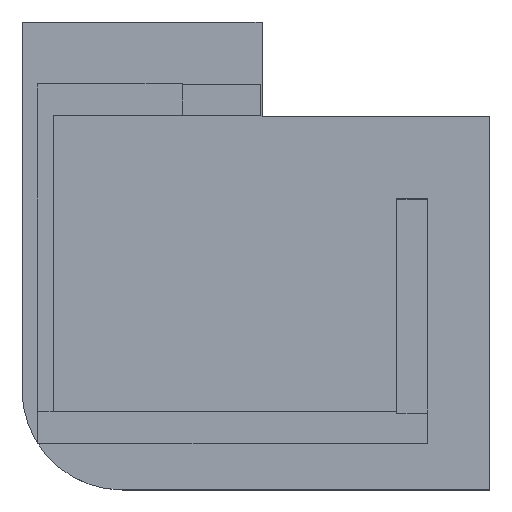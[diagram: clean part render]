
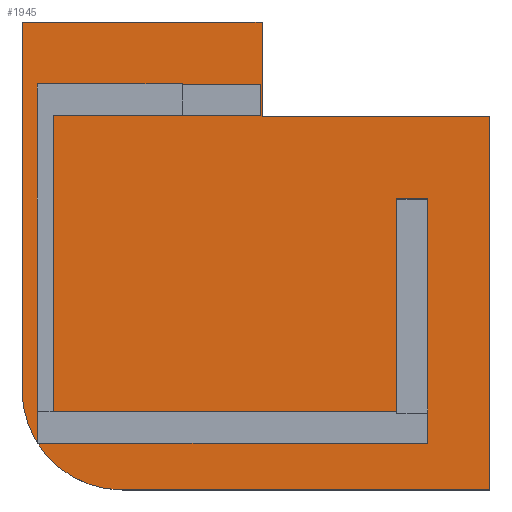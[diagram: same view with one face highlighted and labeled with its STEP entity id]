
A CAD part, top view. The second image highlights one B-rep face of the part: STEP entity #1945.
In plain terms, the highlighted planar face has unit normal (0, 0, 1).
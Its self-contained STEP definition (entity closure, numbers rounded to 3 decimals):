
#1686 = VERTEX_POINT('',#1687);
#1687 = CARTESIAN_POINT('',(6.424,0.,1.));
#1693 = EDGE_CURVE('',#1686,#1694,#1696,.T.);
#1694 = VERTEX_POINT('',#1695);
#1695 = CARTESIAN_POINT('',(30.,0.,1.));
#1696 = LINE('',#1697,#1698);
#1697 = CARTESIAN_POINT('',(6.424,0.,1.));
#1698 = VECTOR('',#1699,1.);
#1699 = DIRECTION('',(1.,0.,0.));
#1724 = EDGE_CURVE('',#1694,#1725,#1727,.T.);
#1725 = VERTEX_POINT('',#1726);
#1726 = CARTESIAN_POINT('',(30.,23.941,1.));
#1727 = LINE('',#1728,#1729);
#1728 = CARTESIAN_POINT('',(30.,0.,1.));
#1729 = VECTOR('',#1730,1.);
#1730 = DIRECTION('',(0.,1.,0.));
#1755 = EDGE_CURVE('',#1725,#1756,#1758,.T.);
#1756 = VERTEX_POINT('',#1757);
#1757 = CARTESIAN_POINT('',(15.387,23.941,1.));
#1758 = LINE('',#1759,#1760);
#1759 = CARTESIAN_POINT('',(30.,23.941,1.));
#1760 = VECTOR('',#1761,1.);
#1761 = DIRECTION('',(-1.,0.,0.));
#1786 = EDGE_CURVE('',#1756,#1787,#1789,.T.);
#1787 = VERTEX_POINT('',#1788);
#1788 = CARTESIAN_POINT('',(15.387,30.,1.));
#1789 = LINE('',#1790,#1791);
#1790 = CARTESIAN_POINT('',(15.387,23.941,1.));
#1791 = VECTOR('',#1792,1.);
#1792 = DIRECTION('',(0.,1.,0.));
#1817 = EDGE_CURVE('',#1787,#1818,#1820,.T.);
#1818 = VERTEX_POINT('',#1819);
#1819 = CARTESIAN_POINT('',(15.,30.,1.));
#1820 = LINE('',#1821,#1822);
#1821 = CARTESIAN_POINT('',(15.387,30.,1.));
#1822 = VECTOR('',#1823,1.);
#1823 = DIRECTION('',(-1.,0.,0.));
#1848 = EDGE_CURVE('',#1818,#1849,#1851,.T.);
#1849 = VERTEX_POINT('',#1850);
#1850 = CARTESIAN_POINT('',(0.,30.,1.));
#1851 = LINE('',#1852,#1853);
#1852 = CARTESIAN_POINT('',(15.,30.,1.));
#1853 = VECTOR('',#1854,1.);
#1854 = DIRECTION('',(-1.,0.,0.));
#1879 = EDGE_CURVE('',#1849,#1880,#1882,.T.);
#1880 = VERTEX_POINT('',#1881);
#1881 = CARTESIAN_POINT('',(0.,6.424,1.));
#1882 = LINE('',#1883,#1884);
#1883 = CARTESIAN_POINT('',(0.,30.,1.));
#1884 = VECTOR('',#1885,1.);
#1885 = DIRECTION('',(0.,-1.,0.));
#1917 = EDGE_CURVE('',#1880,#1686,#1918,.T.);
#1918 = CIRCLE('',#1919,6.424);
#1919 = AXIS2_PLACEMENT_3D('',#1920,#1921,#1922);
#1920 = CARTESIAN_POINT('',(6.424,6.424,1.));
#1921 = DIRECTION('',(0.,0.,1.));
#1922 = DIRECTION('',(1.,0.,-0.));
#1945 = ADVANCED_FACE('',(#1946),#1956,.T.);
#1946 = FACE_BOUND('',#1947,.T.);
#1947 = EDGE_LOOP('',(#1948,#1949,#1950,#1951,#1952,#1953,#1954,#1955));
#1948 = ORIENTED_EDGE('',*,*,#1693,.T.);
#1949 = ORIENTED_EDGE('',*,*,#1724,.T.);
#1950 = ORIENTED_EDGE('',*,*,#1755,.T.);
#1951 = ORIENTED_EDGE('',*,*,#1786,.T.);
#1952 = ORIENTED_EDGE('',*,*,#1817,.T.);
#1953 = ORIENTED_EDGE('',*,*,#1848,.T.);
#1954 = ORIENTED_EDGE('',*,*,#1879,.T.);
#1955 = ORIENTED_EDGE('',*,*,#1917,.T.);
#1956 = PLANE('',#1957);
#1957 = AXIS2_PLACEMENT_3D('',#1958,#1959,#1960);
#1958 = CARTESIAN_POINT('',(14.642,14.642,1.));
#1959 = DIRECTION('',(0.,0.,1.));
#1960 = DIRECTION('',(1.,0.,-0.));
